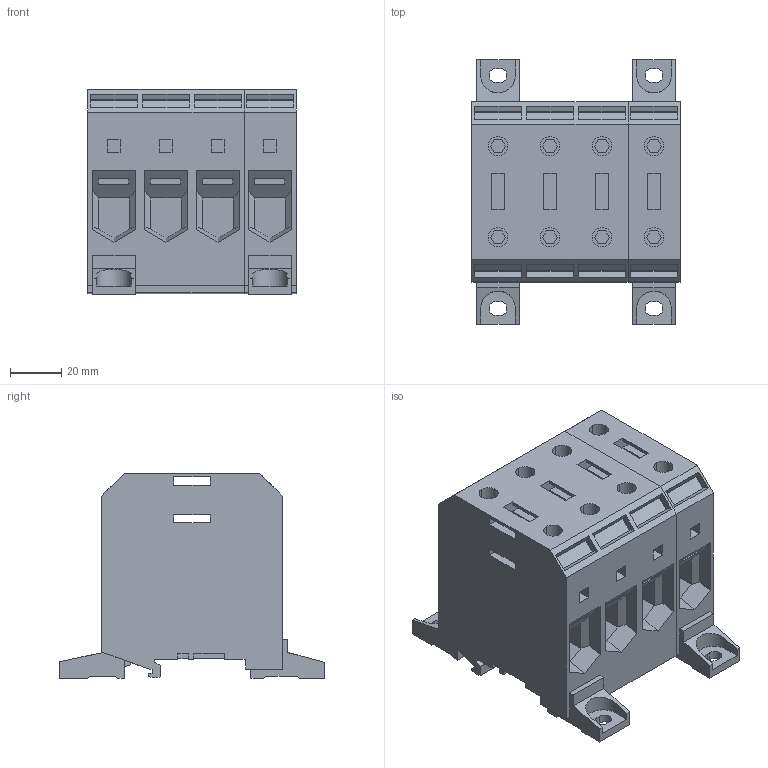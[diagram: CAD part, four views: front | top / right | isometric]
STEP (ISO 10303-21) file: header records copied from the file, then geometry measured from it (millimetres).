
FILE_DESCRIPTION(('Creo Elements/Direct Modeling STEP Export'),'2;1');
FILE_NAME('model.stp','2020-05-22T14:12:41',(''),(''),'Creo Elements/Direct Modeling STEP processor for AP214 (Solid Model)','Creo Elements/Direct Modeling 20.1A 29-Sep-2018 (C) Parametric Technology GmbH','');
FILE_SCHEMA(('AUTOMOTIVE_DESIGN { 1 0 10303 214 1 1 1 1 }'));
Length unit declared in the file: millimetre
Products named in the file (2): UKH_70_3L_N_F-select
Assembly tree (1 placements, depth 2):
  UKH_70_3L_N_F-select
    UKH_70_3L_N_F-select
Bounding box: 81.2 x 103.4 x 80 mm (x, y, z)
Volume: 348554.3 mm3; surface area: 66217.5 mm2
Topology: 1 solids, 1 shells, 548 faces, 1443 edges, 939 vertices
Faces by surface type: plane 514, cylinder 34
Entity records: 20289 total; most frequent: ORIENTED_EDGE 2886, CARTESIAN_POINT 2784, DIRECTION 2384, EDGE_CURVE 1443, VECTOR 1306, LINE 1306, VERTEX_POINT 939, EDGE_LOOP 618
